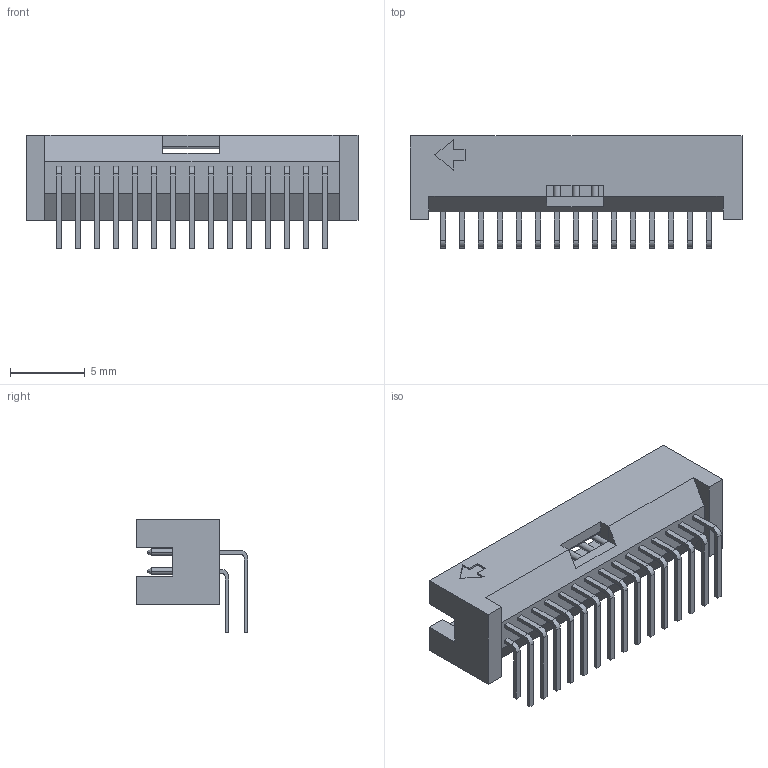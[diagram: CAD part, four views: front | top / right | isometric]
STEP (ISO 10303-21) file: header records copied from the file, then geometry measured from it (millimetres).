
FILE_DESCRIPTION((''),'2;1');
FILE_NAME('SAMTEC_TFML-115-01-S-D-RA.stp','2012-07-04T11:54:16',(''),(''),'Mechanical Desktop 2011','Mechanical Desktop 2011',', , ');
FILE_SCHEMA(('AUTOMOTIVE_DESIGN { 1 2 10303 214 1 1 1 1 }'));
Length unit declared in the file: millimetre
Products named in the file (1): Product
Bounding box: 22.23 x 7.49 x 7.62 mm (x, y, z)
Volume: 356.1 mm3; surface area: 1189.2 mm2
Topology: 62 solids, 62 shells, 527 faces, 1152 edges, 748 vertices
Faces by surface type: plane 342, cylinder 121, cone 60, bspline 4
Entity records: 14330 total; most frequent: DIRECTION 2502, CARTESIAN_POINT 2440, ORIENTED_EDGE 2304, EDGE_CURVE 1152, VECTOR 850, LINE 850, AXIS2_PLACEMENT_3D 826, VERTEX_POINT 748
